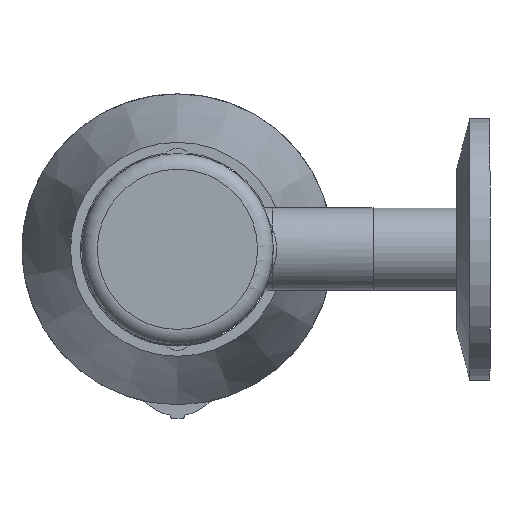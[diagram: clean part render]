
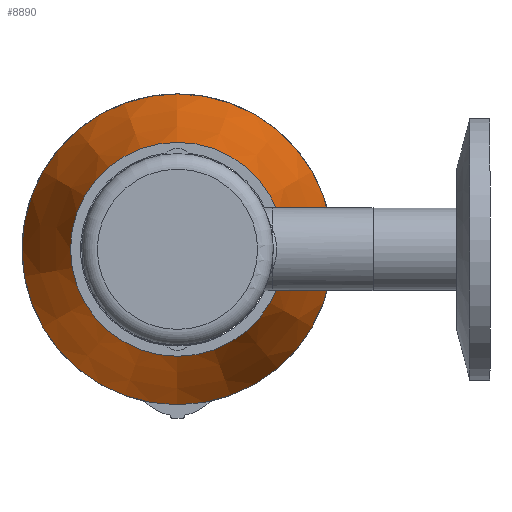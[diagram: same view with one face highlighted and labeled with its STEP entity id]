
A CAD part, front view. The second image highlights one B-rep face of the part: STEP entity #8890.
In plain terms, the highlighted conical face has half-angle 18 degrees and reference radius 23.624 mm.
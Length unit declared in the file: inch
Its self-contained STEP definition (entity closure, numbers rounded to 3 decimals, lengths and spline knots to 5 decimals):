
#218 = FACE_BOUND ( 'NONE', #21747, .T. ) ;
#327 = CIRCLE ( 'NONE', #2105, 0.64 ) ;
#882 = VERTEX_POINT ( 'NONE', #13712 ) ;
#2105 = AXIS2_PLACEMENT_3D ( 'NONE', #14206, #2712, #16129 ) ;
#2289 = CONICAL_SURFACE ( 'NONE', #16200, 0.93007, 0.314 ) ;
#2712 = DIRECTION ( 'NONE',  ( 0., -1., 0. ) ) ;
#4592 = CARTESIAN_POINT ( 'NONE',  ( 0., 0.68775, 0. ) ) ;
#4663 = DIRECTION ( 'NONE',  ( 0., 0., 1. ) ) ;
#5265 = FACE_OUTER_BOUND ( 'NONE', #10696, .T. ) ;
#7135 = CIRCLE ( 'NONE', #22688, 0.93007 ) ;
#8445 = DIRECTION ( 'NONE',  ( 0., 1., 0. ) ) ;
#8776 = ORIENTED_EDGE ( 'NONE', *, *, #10755, .F. ) ;
#8890 = ADVANCED_FACE ( 'NONE', ( #218, #5265 ), #2289, .T. ) ;
#8953 = VERTEX_POINT ( 'NONE', #13545 ) ;
#10696 = EDGE_LOOP ( 'NONE', ( #19364 ) ) ;
#10755 = EDGE_CURVE ( 'NONE', #8953, #8953, #327, .T. ) ;
#10987 = CARTESIAN_POINT ( 'NONE',  ( 0., 0.68775, 0. ) ) ;
#12939 = DIRECTION ( 'NONE',  ( 0., 0., -1. ) ) ;
#13545 = CARTESIAN_POINT ( 'NONE',  ( 0., -0.205, -0.64 ) ) ;
#13712 = CARTESIAN_POINT ( 'NONE',  ( 0., 0.68775, -0.93007 ) ) ;
#14206 = CARTESIAN_POINT ( 'NONE',  ( 0., -0.205, 0. ) ) ;
#16129 = DIRECTION ( 'NONE',  ( 0., 0., -1. ) ) ;
#16200 = AXIS2_PLACEMENT_3D ( 'NONE', #4592, #8445, #4663 ) ;
#19364 = ORIENTED_EDGE ( 'NONE', *, *, #23413, .T. ) ;
#21747 = EDGE_LOOP ( 'NONE', ( #8776 ) ) ;
#22688 = AXIS2_PLACEMENT_3D ( 'NONE', #10987, #24336, #12939 ) ;
#23413 = EDGE_CURVE ( 'NONE', #882, #882, #7135, .T. ) ;
#24336 = DIRECTION ( 'NONE',  ( 0., -1., 0. ) ) ;
